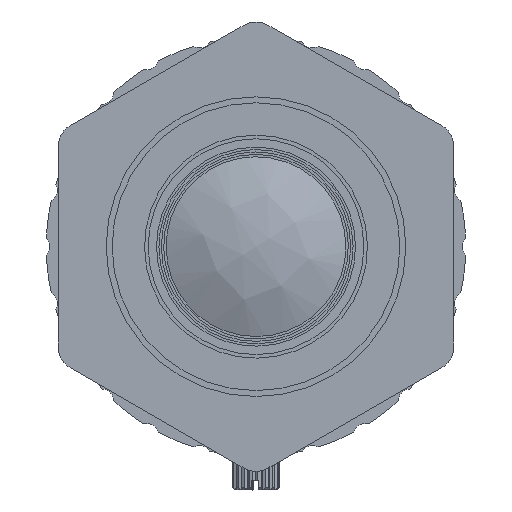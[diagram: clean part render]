
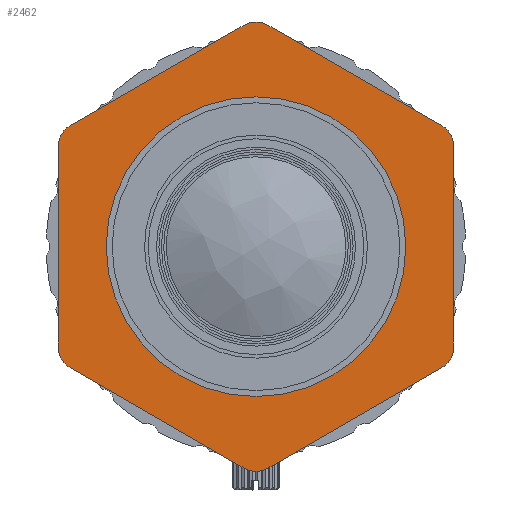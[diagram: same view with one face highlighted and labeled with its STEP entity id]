
A CAD part, left-side view. The second image highlights one B-rep face of the part: STEP entity #2462.
In plain terms, the highlighted planar face has unit normal (-1, 0, 0).
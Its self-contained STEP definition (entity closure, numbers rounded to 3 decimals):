
#26 = CARTESIAN_POINT ( 'NONE',  ( -24.41, 5.832, 0. ) ) ;
#103 = DIRECTION ( 'NONE',  ( 1., 0., 0. ) ) ;
#106 = VECTOR ( 'NONE', #12817, 1000. ) ;
#239 = AXIS2_PLACEMENT_3D ( 'NONE', #1001, #6641, #12367 ) ;
#319 = DIRECTION ( 'NONE',  ( 0., 0., -1. ) ) ;
#676 = ORIENTED_EDGE ( 'NONE', *, *, #4861, .F. ) ;
#832 = DIRECTION ( 'NONE',  ( 1., 0., 0. ) ) ;
#904 = VERTEX_POINT ( 'NONE', #9306 ) ;
#933 = VERTEX_POINT ( 'NONE', #12745 ) ;
#1001 = CARTESIAN_POINT ( 'NONE',  ( -24.41, 7.832, -8.372 ) ) ;
#1120 = CIRCLE ( 'NONE', #11561, 2. ) ;
#1136 = DIRECTION ( 'NONE',  ( 0., 0., 1. ) ) ;
#1269 = AXIS2_PLACEMENT_3D ( 'NONE', #10275, #103, #319 ) ;
#1328 = EDGE_CURVE ( 'NONE', #14124, #3739, #5478, .T. ) ;
#1435 = CIRCLE ( 'NONE', #13066, 2. ) ;
#1727 = ORIENTED_EDGE ( 'NONE', *, *, #7035, .F. ) ;
#2105 = ORIENTED_EDGE ( 'NONE', *, *, #8628, .F. ) ;
#2181 = PLANE ( 'NONE',  #11700 ) ;
#2253 = ORIENTED_EDGE ( 'NONE', *, *, #12227, .T. ) ;
#2395 = CARTESIAN_POINT ( 'NONE',  ( -24.41, -6.668, -16.743 ) ) ;
#2462 = ADVANCED_FACE ( 'NONE', ( #3593, #7006 ), #2181, .T. ) ;
#2719 = CARTESIAN_POINT ( 'NONE',  ( -24.41, -23.168, 8.372 ) ) ;
#3050 = CARTESIAN_POINT ( 'NONE',  ( -24.41, -6.668, 19.053 ) ) ;
#3225 = CARTESIAN_POINT ( 'NONE',  ( -24.41, -22.168, -10.104 ) ) ;
#3296 = DIRECTION ( 'NONE',  ( 1., 0., 0. ) ) ;
#3560 = CARTESIAN_POINT ( 'NONE',  ( -24.41, -6.668, -19.053 ) ) ;
#3593 = FACE_OUTER_BOUND ( 'NONE', #11570, .T. ) ;
#3739 = VERTEX_POINT ( 'NONE', #8038 ) ;
#3781 = ORIENTED_EDGE ( 'NONE', *, *, #14385, .F. ) ;
#3840 = LINE ( 'NONE', #8352, #6466 ) ;
#3874 = VERTEX_POINT ( 'NONE', #2719 ) ;
#4604 = ORIENTED_EDGE ( 'NONE', *, *, #12409, .T. ) ;
#4750 = VERTEX_POINT ( 'NONE', #7380 ) ;
#4775 = DIRECTION ( 'NONE',  ( 0., 0., 1. ) ) ;
#4802 = CARTESIAN_POINT ( 'NONE',  ( -24.41, -7.668, 18.475 ) ) ;
#4824 = VERTEX_POINT ( 'NONE', #13399 ) ;
#4861 = EDGE_CURVE ( 'NONE', #904, #8742, #12073, .T. ) ;
#5100 = DIRECTION ( 'NONE',  ( 0., -0.866, -0.5 ) ) ;
#5169 = VECTOR ( 'NONE', #7123, 1000. ) ;
#5272 = ORIENTED_EDGE ( 'NONE', *, *, #6661, .F. ) ;
#5431 = VERTEX_POINT ( 'NONE', #6614 ) ;
#5478 = LINE ( 'NONE', #3050, #6609 ) ;
#5901 = CARTESIAN_POINT ( 'NONE',  ( -24.41, -23.168, -9.526 ) ) ;
#6086 = DIRECTION ( 'NONE',  ( 0., 0., 1. ) ) ;
#6106 = CARTESIAN_POINT ( 'NONE',  ( -24.41, -7.668, -18.475 ) ) ;
#6270 = DIRECTION ( 'NONE',  ( 0., 0., 1. ) ) ;
#6466 = VECTOR ( 'NONE', #5100, 1000. ) ;
#6534 = AXIS2_PLACEMENT_3D ( 'NONE', #7372, #11915, #6270 ) ;
#6609 = VECTOR ( 'NONE', #7569, 1000. ) ;
#6614 = CARTESIAN_POINT ( 'NONE',  ( -24.41, -6.668, -12.5 ) ) ;
#6641 = DIRECTION ( 'NONE',  ( 1., 0., 0. ) ) ;
#6661 = EDGE_CURVE ( 'NONE', #4750, #3874, #1435, .T. ) ;
#6722 = EDGE_CURVE ( 'NONE', #8742, #4824, #9228, .T. ) ;
#6850 = DIRECTION ( 'NONE',  ( 0., 0., 1. ) ) ;
#7006 = FACE_BOUND ( 'NONE', #10681, .T. ) ;
#7035 = EDGE_CURVE ( 'NONE', #10104, #904, #9417, .T. ) ;
#7123 = DIRECTION ( 'NONE',  ( 0., 0.866, -0.5 ) ) ;
#7282 = EDGE_CURVE ( 'NONE', #10746, #14124, #1120, .T. ) ;
#7372 = CARTESIAN_POINT ( 'NONE',  ( -24.41, -6.668, 16.743 ) ) ;
#7380 = CARTESIAN_POINT ( 'NONE',  ( -24.41, -22.168, 10.104 ) ) ;
#7425 = EDGE_CURVE ( 'NONE', #14196, #10104, #11359, .T. ) ;
#7569 = DIRECTION ( 'NONE',  ( 0., -0.866, 0.5 ) ) ;
#7673 = CIRCLE ( 'NONE', #1269, 12.5 ) ;
#7685 = CARTESIAN_POINT ( 'NONE',  ( -24.41, -21.168, 8.372 ) ) ;
#8038 = CARTESIAN_POINT ( 'NONE',  ( -24.41, -5.668, 18.475 ) ) ;
#8175 = CARTESIAN_POINT ( 'NONE',  ( -24.41, 9.832, 9.526 ) ) ;
#8352 = CARTESIAN_POINT ( 'NONE',  ( -24.41, -23.168, 9.526 ) ) ;
#8385 = VERTEX_POINT ( 'NONE', #4802 ) ;
#8615 = ORIENTED_EDGE ( 'NONE', *, *, #7282, .F. ) ;
#8628 = EDGE_CURVE ( 'NONE', #8385, #4750, #3840, .T. ) ;
#8742 = VERTEX_POINT ( 'NONE', #12508 ) ;
#8841 = CARTESIAN_POINT ( 'NONE',  ( -24.41, 9.832, -9.526 ) ) ;
#8899 = DIRECTION ( 'NONE',  ( 0., 0., 1. ) ) ;
#8923 = VECTOR ( 'NONE', #4775, 1000. ) ;
#8955 = CARTESIAN_POINT ( 'NONE',  ( -24.41, 9.832, 8.372 ) ) ;
#9040 = CARTESIAN_POINT ( 'NONE',  ( -24.41, 7.832, 8.372 ) ) ;
#9228 = CIRCLE ( 'NONE', #239, 2. ) ;
#9306 = CARTESIAN_POINT ( 'NONE',  ( -24.41, -5.668, -18.475 ) ) ;
#9412 = DIRECTION ( 'NONE',  ( 1., 0., 0. ) ) ;
#9417 = CIRCLE ( 'NONE', #12514, 2. ) ;
#9894 = CARTESIAN_POINT ( 'NONE',  ( -24.41, -21.168, -8.372 ) ) ;
#10104 = VERTEX_POINT ( 'NONE', #6106 ) ;
#10275 = CARTESIAN_POINT ( 'NONE',  ( -24.41, -6.668, 0. ) ) ;
#10630 = ORIENTED_EDGE ( 'NONE', *, *, #11335, .F. ) ;
#10681 = EDGE_LOOP ( 'NONE', ( #2253 ) ) ;
#10746 = VERTEX_POINT ( 'NONE', #8955 ) ;
#11236 = DIRECTION ( 'NONE',  ( -1., 0., 0. ) ) ;
#11335 = EDGE_CURVE ( 'NONE', #3874, #933, #13855, .T. ) ;
#11359 = LINE ( 'NONE', #3560, #5169 ) ;
#11533 = DIRECTION ( 'NONE',  ( 0., 0., 1. ) ) ;
#11561 = AXIS2_PLACEMENT_3D ( 'NONE', #9040, #832, #8899 ) ;
#11570 = EDGE_LOOP ( 'NONE', ( #10630, #5272, #2105, #4604, #13987, #8615, #3781, #14141, #676, #1727, #14311, #12458 ) ) ;
#11700 = AXIS2_PLACEMENT_3D ( 'NONE', #26, #11236, #6850 ) ;
#11716 = VECTOR ( 'NONE', #14365, 1000. ) ;
#11758 = DIRECTION ( 'NONE',  ( 1., 0., 0. ) ) ;
#11915 = DIRECTION ( 'NONE',  ( -1., 0., 0. ) ) ;
#12004 = CARTESIAN_POINT ( 'NONE',  ( -24.41, 8.832, 10.104 ) ) ;
#12073 = LINE ( 'NONE', #8841, #11716 ) ;
#12227 = EDGE_CURVE ( 'NONE', #5431, #5431, #7673, .T. ) ;
#12367 = DIRECTION ( 'NONE',  ( 0., 0., 1. ) ) ;
#12409 = EDGE_CURVE ( 'NONE', #8385, #3739, #13409, .T. ) ;
#12458 = ORIENTED_EDGE ( 'NONE', *, *, #14199, .F. ) ;
#12508 = CARTESIAN_POINT ( 'NONE',  ( -24.41, 8.832, -10.104 ) ) ;
#12514 = AXIS2_PLACEMENT_3D ( 'NONE', #2395, #11758, #11533 ) ;
#12745 = CARTESIAN_POINT ( 'NONE',  ( -24.41, -23.168, -8.372 ) ) ;
#12798 = LINE ( 'NONE', #8175, #8923 ) ;
#12817 = DIRECTION ( 'NONE',  ( 0., 0., -1. ) ) ;
#12942 = CIRCLE ( 'NONE', #13637, 2. ) ;
#13066 = AXIS2_PLACEMENT_3D ( 'NONE', #7685, #9412, #6086 ) ;
#13399 = CARTESIAN_POINT ( 'NONE',  ( -24.41, 9.832, -8.372 ) ) ;
#13409 = CIRCLE ( 'NONE', #6534, 2. ) ;
#13637 = AXIS2_PLACEMENT_3D ( 'NONE', #9894, #3296, #1136 ) ;
#13855 = LINE ( 'NONE', #5901, #106 ) ;
#13987 = ORIENTED_EDGE ( 'NONE', *, *, #1328, .F. ) ;
#14124 = VERTEX_POINT ( 'NONE', #12004 ) ;
#14141 = ORIENTED_EDGE ( 'NONE', *, *, #6722, .F. ) ;
#14196 = VERTEX_POINT ( 'NONE', #3225 ) ;
#14199 = EDGE_CURVE ( 'NONE', #933, #14196, #12942, .T. ) ;
#14311 = ORIENTED_EDGE ( 'NONE', *, *, #7425, .F. ) ;
#14365 = DIRECTION ( 'NONE',  ( 0., 0.866, 0.5 ) ) ;
#14385 = EDGE_CURVE ( 'NONE', #4824, #10746, #12798, .T. ) ;
